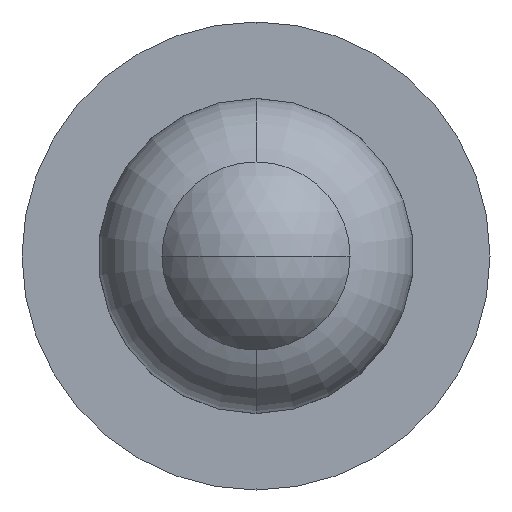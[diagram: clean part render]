
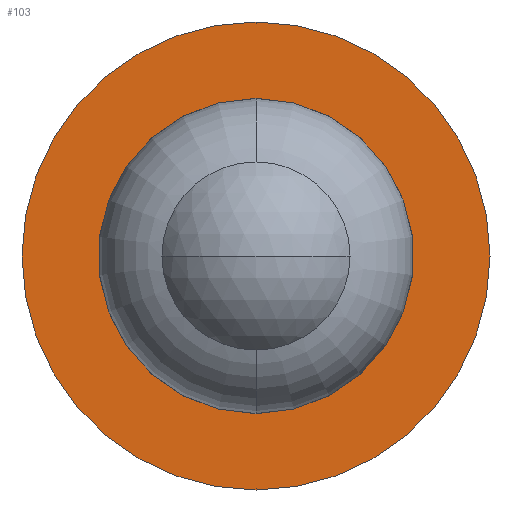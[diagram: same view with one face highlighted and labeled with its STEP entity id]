
A CAD part, front view. The second image highlights one B-rep face of the part: STEP entity #103.
In plain terms, the highlighted planar face has unit normal (0, -1, 0).
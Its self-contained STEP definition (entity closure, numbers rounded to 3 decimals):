
#26 = AXIS2_PLACEMENT_3D ( 'NONE', #326, #329, #339 ) ;
#29 = CARTESIAN_POINT ( 'NONE',  ( 0., 12., 5.04 ) ) ;
#33 = AXIS2_PLACEMENT_3D ( 'NONE', #146, #44, #49 ) ;
#38 = DIRECTION ( 'NONE',  ( 0., -1., 0. ) ) ;
#40 = DIRECTION ( 'NONE',  ( 0., 0., -1. ) ) ;
#44 = DIRECTION ( 'NONE',  ( 0., -1., 0. ) ) ;
#49 = DIRECTION ( 'NONE',  ( 0., 0., -1. ) ) ;
#50 = CIRCLE ( 'NONE', #214, 5.04 ) ;
#57 = VERTEX_POINT ( 'NONE', #191 ) ;
#81 = ORIENTED_EDGE ( 'NONE', *, *, #278, .T. ) ;
#82 = VERTEX_POINT ( 'NONE', #272 ) ;
#83 = EDGE_CURVE ( 'NONE', #154, #82, #232, .T. ) ;
#102 = EDGE_CURVE ( 'NONE', #57, #371, #250, .T. ) ;
#103 = ADVANCED_FACE ( 'NONE', ( #299, #307 ), #166, .T. ) ;
#108 = CARTESIAN_POINT ( 'NONE',  ( 0., 12., 0. ) ) ;
#146 = CARTESIAN_POINT ( 'NONE',  ( 2.49, 12., 0. ) ) ;
#154 = VERTEX_POINT ( 'NONE', #29 ) ;
#166 = PLANE ( 'NONE',  #33 ) ;
#191 = CARTESIAN_POINT ( 'NONE',  ( 0., 12., 2.49 ) ) ;
#205 = ORIENTED_EDGE ( 'NONE', *, *, #83, .T. ) ;
#214 = AXIS2_PLACEMENT_3D ( 'NONE', #218, #221, #223 ) ;
#218 = CARTESIAN_POINT ( 'NONE',  ( 0., 12., 0. ) ) ;
#221 = DIRECTION ( 'NONE',  ( 0., -1., 0. ) ) ;
#223 = DIRECTION ( 'NONE',  ( 0., 0., -1. ) ) ;
#232 = CIRCLE ( 'NONE', #281, 5.04 ) ;
#237 = ORIENTED_EDGE ( 'NONE', *, *, #102, .F. ) ;
#241 = DIRECTION ( 'NONE',  ( 0., 0., -1. ) ) ;
#244 = EDGE_LOOP ( 'NONE', ( #260, #237 ) ) ;
#250 = CIRCLE ( 'NONE', #333, 2.49 ) ;
#256 = EDGE_LOOP ( 'NONE', ( #81, #205 ) ) ;
#260 = ORIENTED_EDGE ( 'NONE', *, *, #359, .F. ) ;
#272 = CARTESIAN_POINT ( 'NONE',  ( 0., 12., -5.04 ) ) ;
#278 = EDGE_CURVE ( 'NONE', #82, #154, #50, .T. ) ;
#281 = AXIS2_PLACEMENT_3D ( 'NONE', #354, #330, #241 ) ;
#299 = FACE_OUTER_BOUND ( 'NONE', #256, .T. ) ;
#301 = CIRCLE ( 'NONE', #26, 2.49 ) ;
#307 = FACE_BOUND ( 'NONE', #244, .T. ) ;
#326 = CARTESIAN_POINT ( 'NONE',  ( 0., 12., 0. ) ) ;
#329 = DIRECTION ( 'NONE',  ( 0., -1., 0. ) ) ;
#330 = DIRECTION ( 'NONE',  ( 0., -1., 0. ) ) ;
#333 = AXIS2_PLACEMENT_3D ( 'NONE', #108, #38, #40 ) ;
#339 = DIRECTION ( 'NONE',  ( 0., 0., -1. ) ) ;
#354 = CARTESIAN_POINT ( 'NONE',  ( 0., 12., 0. ) ) ;
#356 = CARTESIAN_POINT ( 'NONE',  ( 0., 12., -2.49 ) ) ;
#359 = EDGE_CURVE ( 'NONE', #371, #57, #301, .T. ) ;
#371 = VERTEX_POINT ( 'NONE', #356 ) ;
